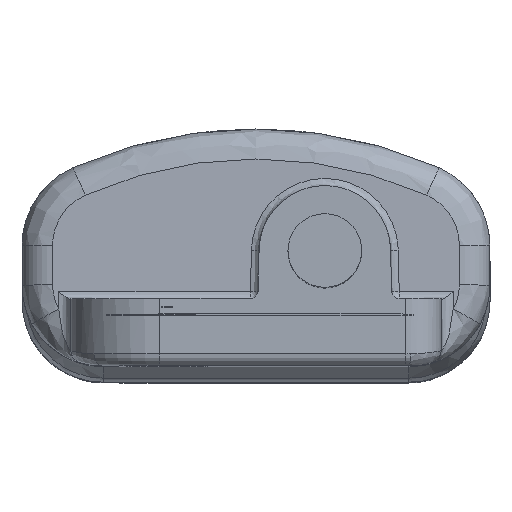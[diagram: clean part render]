
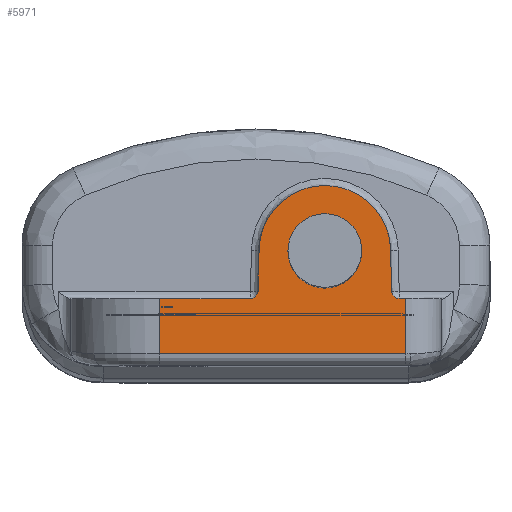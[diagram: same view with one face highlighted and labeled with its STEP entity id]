
A CAD part, top view. The second image highlights one B-rep face of the part: STEP entity #5971.
In plain terms, the highlighted planar face has unit normal (0, 0, 1).
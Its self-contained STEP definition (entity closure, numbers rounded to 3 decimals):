
#1933=DIRECTION('',(0.,-1.,0.));
#1934=VECTOR('',#1933,3.6);
#1935=CARTESIAN_POINT('',(-6.3,-0.1,36.8));
#1936=LINE('',#1935,#1934);
#1937=DIRECTION('',(-1.,0.,0.));
#1938=VECTOR('',#1937,5.936);
#1939=CARTESIAN_POINT('',(-0.364,-0.1,36.8));
#1940=LINE('',#1939,#1938);
#1941=DIRECTION('',(-0.024,-1.,0.));
#1942=VECTOR('',#1941,2.716);
#1943=CARTESIAN_POINT('',(0.201,3.104,36.8));
#1944=LINE('',#1943,#1942);
#1945=CARTESIAN_POINT('',(4.5,3.,36.8));
#1946=DIRECTION('',(0.,0.,1.));
#1947=DIRECTION('',(1.,0.024,0.));
#1948=AXIS2_PLACEMENT_3D('',#1945,#1946,#1947);
#1950=DIRECTION('',(-0.024,1.,0.));
#1951=VECTOR('',#1950,2.716);
#1952=CARTESIAN_POINT('',(8.864,0.388,36.8));
#1953=LINE('',#1952,#1951);
#1954=DIRECTION('',(-1.,0.,0.));
#1955=VECTOR('',#1954,0.436);
#1956=CARTESIAN_POINT('',(9.8,-0.1,36.8));
#1957=LINE('',#1956,#1955);
#1958=DIRECTION('',(0.,1.,0.));
#1959=VECTOR('',#1958,3.6);
#1960=CARTESIAN_POINT('',(9.8,-3.7,36.8));
#1961=LINE('',#1960,#1959);
#1962=DIRECTION('',(1.,0.,0.));
#1963=VECTOR('',#1962,16.1);
#1964=CARTESIAN_POINT('',(-6.3,-3.7,36.8));
#1965=LINE('',#1964,#1963);
#1966=CARTESIAN_POINT('',(4.5,3.,36.8));
#1967=DIRECTION('',(0.,0.,1.));
#1968=DIRECTION('',(0.,-1.,0.));
#1969=AXIS2_PLACEMENT_3D('',#1966,#1967,#1968);
#1971=CARTESIAN_POINT('',(4.5,3.,36.8));
#1972=DIRECTION('',(0.,0.,1.));
#1973=DIRECTION('',(0.,1.,0.));
#1974=AXIS2_PLACEMENT_3D('',#1971,#1972,#1973);
#2056=CARTESIAN_POINT('',(-0.364,0.4,36.8));
#2057=DIRECTION('',(0.,0.,-1.));
#2058=DIRECTION('',(1.,-0.024,0.));
#2059=AXIS2_PLACEMENT_3D('',#2056,#2057,#2058);
#2144=CARTESIAN_POINT('',(9.364,0.4,36.8));
#2145=DIRECTION('',(0.,0.,-1.));
#2146=DIRECTION('',(0.,-1.,0.));
#2147=AXIS2_PLACEMENT_3D('',#2144,#2145,#2146);
#2415=CARTESIAN_POINT('',(8.799,3.104,36.8));
#2416=CARTESIAN_POINT('',(0.201,3.104,36.8));
#2417=VERTEX_POINT('',#2415);
#2418=VERTEX_POINT('',#2416);
#2420=CARTESIAN_POINT('',(-6.3,-0.1,36.8));
#2422=VERTEX_POINT('',#2420);
#2423=CARTESIAN_POINT('',(9.8,-0.1,36.8));
#2425=VERTEX_POINT('',#2423);
#2427=CARTESIAN_POINT('',(-6.3,-3.7,36.8));
#2428=VERTEX_POINT('',#2427);
#2429=CARTESIAN_POINT('',(9.8,-3.7,36.8));
#2431=VERTEX_POINT('',#2429);
#2535=CARTESIAN_POINT('',(0.136,0.388,36.8));
#2536=VERTEX_POINT('',#2535);
#2537=CARTESIAN_POINT('',(8.864,0.388,36.8));
#2538=VERTEX_POINT('',#2537);
#2539=CARTESIAN_POINT('',(-0.364,-0.1,36.8));
#2540=VERTEX_POINT('',#2539);
#2541=CARTESIAN_POINT('',(9.364,-0.1,36.8));
#2542=VERTEX_POINT('',#2541);
#2782=CARTESIAN_POINT('',(4.5,0.59,36.8));
#2783=CARTESIAN_POINT('',(4.5,5.41,36.8));
#2784=VERTEX_POINT('',#2782);
#2785=VERTEX_POINT('',#2783);
#5941=CARTESIAN_POINT('',(0.,-2.5,36.8));
#5942=DIRECTION('',(0.,0.,1.));
#5943=DIRECTION('',(1.,0.,0.));
#5944=AXIS2_PLACEMENT_3D('',#5941,#5942,#5943);
#5945=PLANE('',#5944);
#5947=ORIENTED_EDGE('',*,*,#5946,.F.);
#5949=ORIENTED_EDGE('',*,*,#5948,.F.);
#5951=ORIENTED_EDGE('',*,*,#5950,.F.);
#5953=ORIENTED_EDGE('',*,*,#5952,.F.);
#5955=ORIENTED_EDGE('',*,*,#5954,.F.);
#5957=ORIENTED_EDGE('',*,*,#5956,.F.);
#5959=ORIENTED_EDGE('',*,*,#5958,.F.);
#5960=ORIENTED_EDGE('',*,*,#5540,.F.);
#5961=ORIENTED_EDGE('',*,*,#5905,.F.);
#5962=ORIENTED_EDGE('',*,*,#5932,.F.);
#5963=EDGE_LOOP('',(#5947,#5949,#5951,#5953,#5955,#5957,#5959,#5960,#5961,
#5962));
#5964=FACE_OUTER_BOUND('',#5963,.F.);
#5966=ORIENTED_EDGE('',*,*,#5965,.T.);
#5968=ORIENTED_EDGE('',*,*,#5967,.T.);
#5969=EDGE_LOOP('',(#5966,#5968));
#5970=FACE_BOUND('',#5969,.F.);
#5971=ADVANCED_FACE('',(#5964,#5970),#5945,.T.);
#1949=CIRCLE('',#1948,4.3);
#1970=CIRCLE('',#1969,2.41);
#1975=CIRCLE('',#1974,2.41);
#2060=CIRCLE('',#2059,0.5);
#2148=CIRCLE('',#2147,0.5);
#5540=EDGE_CURVE('',#2425,#2542,#1957,.T.);
#5905=EDGE_CURVE('',#2431,#2425,#1961,.T.);
#5932=EDGE_CURVE('',#2428,#2431,#1965,.T.);
#5946=EDGE_CURVE('',#2422,#2428,#1936,.T.);
#5948=EDGE_CURVE('',#2540,#2422,#1940,.T.);
#5950=EDGE_CURVE('',#2536,#2540,#2060,.T.);
#5952=EDGE_CURVE('',#2418,#2536,#1944,.T.);
#5954=EDGE_CURVE('',#2417,#2418,#1949,.T.);
#5956=EDGE_CURVE('',#2538,#2417,#1953,.T.);
#5958=EDGE_CURVE('',#2542,#2538,#2148,.T.);
#5965=EDGE_CURVE('',#2784,#2785,#1970,.T.);
#5967=EDGE_CURVE('',#2785,#2784,#1975,.T.);
